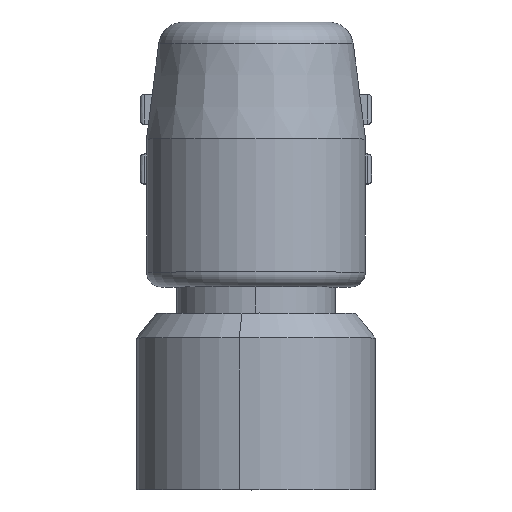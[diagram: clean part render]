
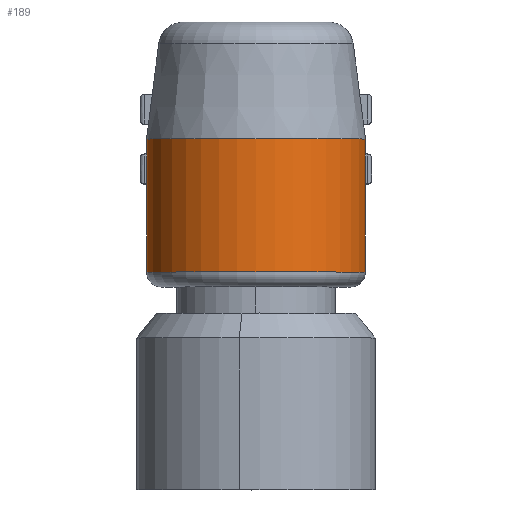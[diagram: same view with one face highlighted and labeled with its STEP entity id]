
A CAD part, top view. The second image highlights one B-rep face of the part: STEP entity #189.
In plain terms, the highlighted cylindrical face has radius 4.4 mm (diameter 8.8 mm), a partial arc.
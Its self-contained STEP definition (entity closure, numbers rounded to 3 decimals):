
#189=ADVANCED_FACE('',(#467),#468,.T.);
#467=FACE_OUTER_BOUND('',#841,.T.);
#468=CYLINDRICAL_SURFACE('',#842,4.4);
#841=EDGE_LOOP('',(#1323,#1324,#1325,#1326,#1327,#1328,#1329,#1330));
#842=AXIS2_PLACEMENT_3D('',#1331,#1332,#1333);
#1323=ORIENTED_EDGE('',*,*,#2253,.F.);
#1324=ORIENTED_EDGE('',*,*,#2254,.T.);
#1325=ORIENTED_EDGE('',*,*,#2249,.F.);
#1326=ORIENTED_EDGE('',*,*,#2255,.T.);
#1327=ORIENTED_EDGE('',*,*,#2245,.F.);
#1328=ORIENTED_EDGE('',*,*,#2256,.T.);
#1329=ORIENTED_EDGE('',*,*,#2257,.F.);
#1330=ORIENTED_EDGE('',*,*,#2191,.T.);
#1331=CARTESIAN_POINT('',(0.,-5.95,0.0));
#1332=DIRECTION('',(0.,1.0,0.0));
#1333=DIRECTION('',(1.0,0.,0.0));
#2191=EDGE_CURVE('',#2602,#2606,#2608,.T.);
#2245=EDGE_CURVE('',#2692,#2693,#2694,.T.);
#2249=EDGE_CURVE('',#2699,#2700,#2701,.T.);
#2253=EDGE_CURVE('',#2706,#2606,#2707,.T.);
#2254=EDGE_CURVE('',#2706,#2700,#2708,.T.);
#2255=EDGE_CURVE('',#2699,#2693,#2709,.T.);
#2256=EDGE_CURVE('',#2692,#2710,#2711,.T.);
#2257=EDGE_CURVE('',#2602,#2710,#2712,.T.);
#2602=VERTEX_POINT('',#3159);
#2606=VERTEX_POINT('',#3163);
#2608=CIRCLE('',#3165,4.4);
#2692=VERTEX_POINT('',#3271);
#2693=VERTEX_POINT('',#3272);
#2694=LINE('',#3273,#3274);
#2699=VERTEX_POINT('',#3279);
#2700=VERTEX_POINT('',#3280);
#2701=LINE('',#3281,#3282);
#2706=VERTEX_POINT('',#3287);
#2707=LINE('',#3288,#3289);
#2708=LINE('',#3290,#3291);
#2709=CIRCLE('',#3292,4.4);
#2710=VERTEX_POINT('',#3293);
#2711=LINE('',#3294,#3295);
#2712=LINE('',#3296,#3297);
#3159=CARTESIAN_POINT('',(-4.4,-5.35,0.0));
#3163=CARTESIAN_POINT('',(4.4,-5.35,0.));
#3165=AXIS2_PLACEMENT_3D('',#3864,#3865,#3866);
#3271=CARTESIAN_POINT('',(-4.4,-0.6,0.0));
#3272=CARTESIAN_POINT('',(-4.4,0.0,0.0));
#3273=CARTESIAN_POINT('',(-4.4,-2.675,0.));
#3274=VECTOR('',#3943,1.0);
#3279=CARTESIAN_POINT('',(4.4,0.0,0.0));
#3280=CARTESIAN_POINT('',(4.4,-0.6,0.0));
#3281=CARTESIAN_POINT('',(4.4,-2.675,0.));
#3282=VECTOR('',#3950,1.0);
#3287=CARTESIAN_POINT('',(4.4,-1.8,0.0));
#3288=CARTESIAN_POINT('',(4.4,-2.675,0.));
#3289=VECTOR('',#3957,1.0);
#3290=CARTESIAN_POINT('',(4.4,-5.95,0.0));
#3291=VECTOR('',#3958,1000.0);
#3292=AXIS2_PLACEMENT_3D('',#3959,#3960,#3961);
#3293=CARTESIAN_POINT('',(-4.4,-1.8,0.0));
#3294=CARTESIAN_POINT('',(-4.4,-5.95,0.0));
#3295=VECTOR('',#3962,1000.0);
#3296=CARTESIAN_POINT('',(-4.4,-2.675,0.));
#3297=VECTOR('',#3963,1.0);
#3864=CARTESIAN_POINT('',(0.,-5.35,0.0));
#3865=DIRECTION('',(0.,1.0,0.0));
#3866=DIRECTION('',(-1.0,0.,0.0));
#3943=DIRECTION('',(0.,1.0,0.0));
#3950=DIRECTION('',(0.,-1.0,-0.0));
#3957=DIRECTION('',(0.,-1.0,-0.0));
#3958=DIRECTION('',(0.,1.0,0.0));
#3959=CARTESIAN_POINT('',(0.,0.0,0.0));
#3960=DIRECTION('',(0.,-1.0,0.0));
#3961=DIRECTION('',(1.0,0.,0.0));
#3962=DIRECTION('',(0.,-1.0,0.0));
#3963=DIRECTION('',(0.,1.0,0.0));
